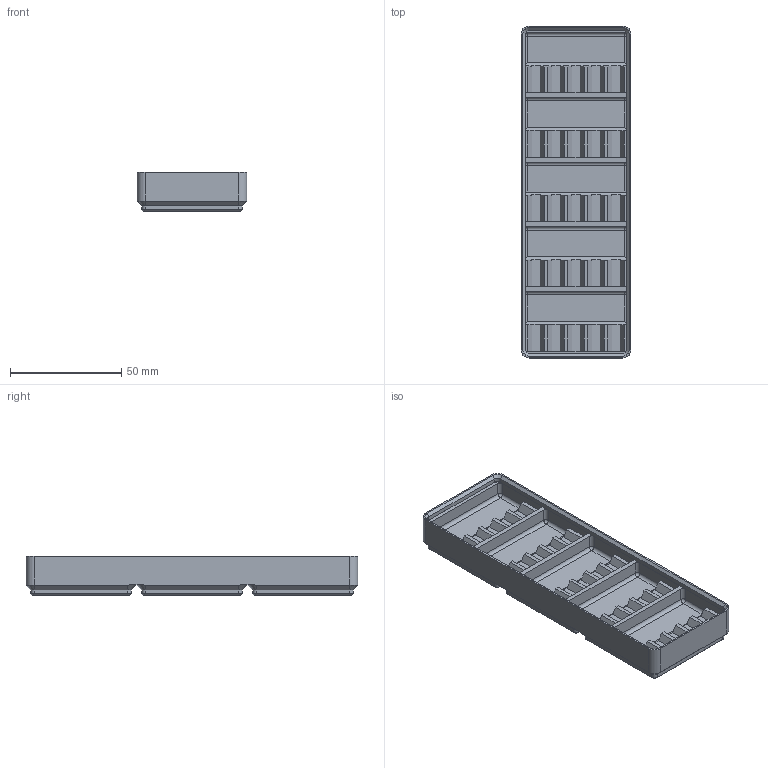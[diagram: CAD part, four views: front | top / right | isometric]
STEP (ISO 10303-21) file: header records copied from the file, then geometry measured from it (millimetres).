
FILE_DESCRIPTION(/* description */ (''),/* implementation_level */ '2;1');
FILE_NAME(/* name */ '0.25in Driver Bit Tray.step',/* time_stamp */ '2025-05-09T01:17:47-04:00',/* author */ (''),/* organization */ (''),/* preprocessor_version */ 'ST-DEVELOPER v20.1',/* originating_system */ 'Autodesk Translation Framework v14.4.0.0',/* authorisation */ '');
FILE_SCHEMA (('AUTOMOTIVE_DESIGN { 1 0 10303 214 3 1 1 }'));
Length unit declared in the file: millimetre
Products named in the file (2): 1/4" Driver Bit Tray; Gridfinity bin 3x1x2
Assembly tree (1 placements, depth 2):
  1/4" Driver Bit Tray
    Gridfinity bin 3x1x2
Bounding box: 49.5 x 149.5 x 17.8 mm (x, y, z)
Volume: 61776.4 mm3; surface area: 28577.6 mm2
Topology: 1 solids, 1 shells, 320 faces, 809 edges, 492 vertices
Faces by surface type: plane 228, cylinder 50, cone 32, sphere 10
Entity records: 9432 total; most frequent: CARTESIAN_POINT 1640, ORIENTED_EDGE 1618, DIRECTION 1617, EDGE_CURVE 809, LINE 631, VECTOR 631, AXIS2_PLACEMENT_3D 493, VERTEX_POINT 492
